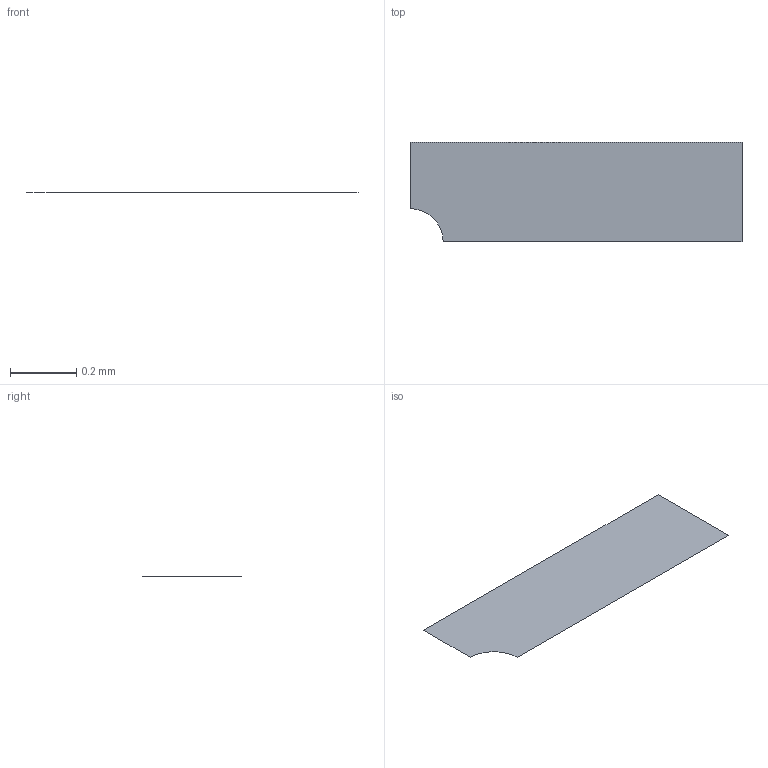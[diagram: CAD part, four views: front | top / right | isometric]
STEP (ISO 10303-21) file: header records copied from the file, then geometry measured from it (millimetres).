
FILE_DESCRIPTION((''),'2;1');
FILE_NAME('HOLEDPLATE','2025-03-04T09:11:19',('io'),(''),'CREO PARAMETRIC BY PTC INC, 2023073','CREO PARAMETRIC BY PTC INC, 2023073','');
FILE_SCHEMA(('AP242_MANAGED_MODEL_BASED_3D_ENGINEERING_MIM_LF { 1 0 10303 442 1 1 4 }'));
Length unit declared in the file: millimetre
Products named in the file (1): HOLEDPLATE
Bounding box: 1 x 0.3 x 0 mm (x, y, z)
Surface area: 0.3 mm2 (no closed solid volume)
Topology: 0 solids, 1 shells, 1 faces, 5 edges, 5 vertices
Faces by surface type: plane 1
Entity records: 93 total; most frequent: CARTESIAN_POINT 11, COLOUR_RGB 9, DIRECTION 8, VERTEX_POINT 5, ORIENTED_EDGE 5, EDGE_CURVE 5, VECTOR 4, LINE 4
